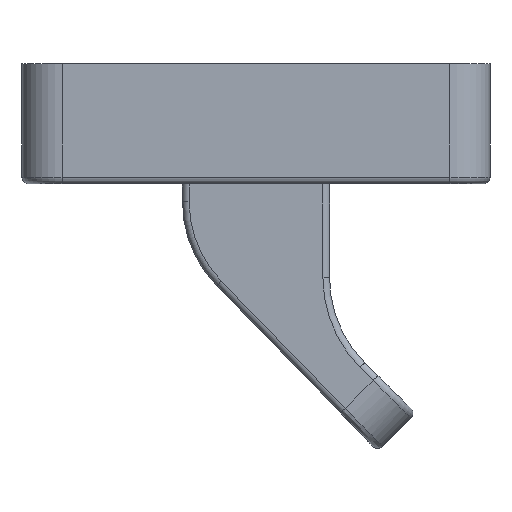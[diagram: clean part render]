
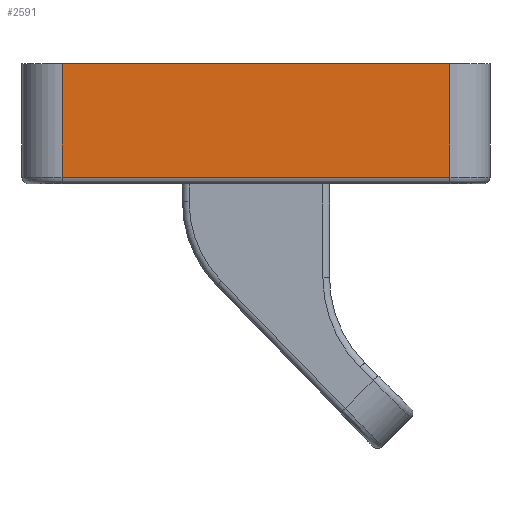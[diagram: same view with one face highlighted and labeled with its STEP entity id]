
A CAD part, front view. The second image highlights one B-rep face of the part: STEP entity #2591.
In plain terms, the highlighted planar face has unit normal (0, -1, 0).
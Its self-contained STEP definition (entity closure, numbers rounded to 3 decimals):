
#666=DIRECTION('',(1.,0.,0.));
#667=VECTOR('',#666,29.);
#668=CARTESIAN_POINT('',(-14.5,-25.,9.));
#669=LINE('',#668,#667);
#845=DIRECTION('',(-1.,0.,0.));
#846=VECTOR('',#845,29.);
#847=CARTESIAN_POINT('',(14.5,-25.,0.5));
#848=LINE('',#847,#846);
#849=DIRECTION('',(0.,0.,-1.));
#850=VECTOR('',#849,8.5);
#851=CARTESIAN_POINT('',(-14.5,-25.,9.));
#852=LINE('',#851,#850);
#853=DIRECTION('',(0.,0.,-1.));
#854=VECTOR('',#853,8.5);
#855=CARTESIAN_POINT('',(14.5,-25.,9.));
#856=LINE('',#855,#854);
#1043=CARTESIAN_POINT('',(-14.5,-25.,9.));
#1045=VERTEX_POINT('',#1043);
#1046=CARTESIAN_POINT('',(14.5,-25.,9.));
#1048=VERTEX_POINT('',#1046);
#1220=CARTESIAN_POINT('',(14.5,-25.,0.5));
#1221=VERTEX_POINT('',#1220);
#1224=CARTESIAN_POINT('',(-14.5,-25.,0.5));
#1225=VERTEX_POINT('',#1224);
#2579=CARTESIAN_POINT('',(-17.5,-25.,0.));
#2580=DIRECTION('',(0.,-1.,0.));
#2581=DIRECTION('',(1.,0.,0.));
#2582=AXIS2_PLACEMENT_3D('',#2579,#2580,#2581);
#2583=PLANE('',#2582);
#2584=ORIENTED_EDGE('',*,*,#2460,.T.);
#2585=ORIENTED_EDGE('',*,*,#2574,.F.);
#2586=ORIENTED_EDGE('',*,*,#2347,.T.);
#2588=ORIENTED_EDGE('',*,*,#2587,.T.);
#2589=EDGE_LOOP('',(#2584,#2585,#2586,#2588));
#2590=FACE_OUTER_BOUND('',#2589,.F.);
#2347=EDGE_CURVE('',#1045,#1048,#669,.T.);
#2460=EDGE_CURVE('',#1221,#1225,#848,.T.);
#2574=EDGE_CURVE('',#1045,#1225,#852,.T.);
#2587=EDGE_CURVE('',#1048,#1221,#856,.T.);
#2591=ADVANCED_FACE('',(#2590),#2583,.T.);
